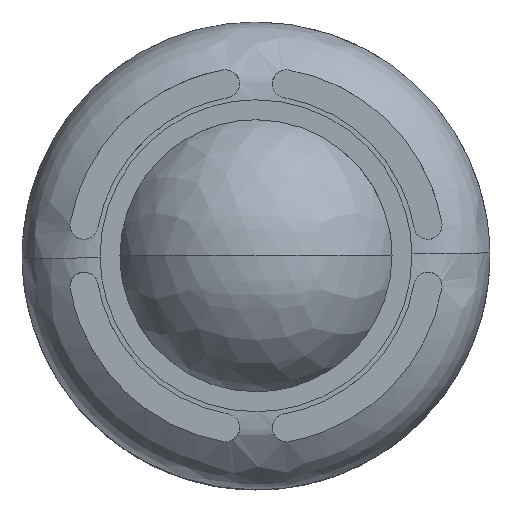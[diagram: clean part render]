
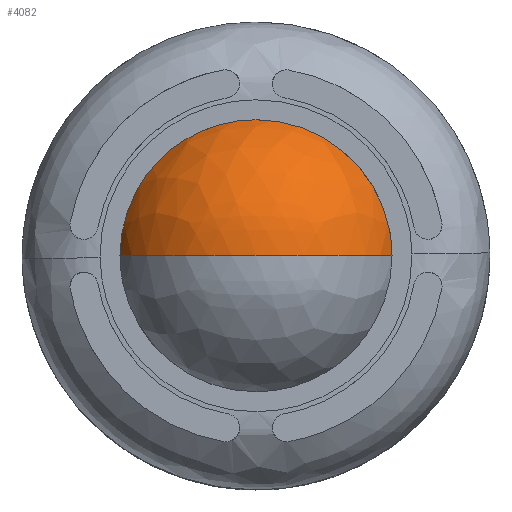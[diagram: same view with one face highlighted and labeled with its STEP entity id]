
A CAD part, top view. The second image highlights one B-rep face of the part: STEP entity #4082.
In plain terms, the highlighted free-form (B-spline) face has degree [2, 2] with [6, 6] control points.
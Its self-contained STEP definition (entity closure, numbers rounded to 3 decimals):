
#3949=CARTESIAN_POINT('',(-9.525,0.0,8.475));
#3950=VERTEX_POINT('',#3949);
#3951=CARTESIAN_POINT('',(0.0,0.0,-1.05));
#3952=VERTEX_POINT('',#3951);
#3953=CARTESIAN_POINT('',(-9.525,0.0,8.475));
#3954=CARTESIAN_POINT('',(-9.525,0.0,7.93));
#3955=CARTESIAN_POINT('',(-9.451,0.0,7.072));
#3956=CARTESIAN_POINT('',(-9.165,0.0,5.797));
#3957=CARTESIAN_POINT('',(-8.728,0.0,4.564));
#3958=CARTESIAN_POINT('',(-7.973,0.0,3.172));
#3959=CARTESIAN_POINT('',(-7.08,0.0,2.057));
#3960=CARTESIAN_POINT('',(-6.145,0.0,1.172));
#3961=CARTESIAN_POINT('',(-5.351,0.0,0.572));
#3962=CARTESIAN_POINT('',(-4.379,0.0,-0.007));
#3963=CARTESIAN_POINT('',(-3.489,0.0,-0.408));
#3964=CARTESIAN_POINT('',(-2.414,0.0,-0.76));
#3965=CARTESIAN_POINT('',(-1.305,0.0,-0.991));
#3966=CARTESIAN_POINT('',(-0.429,0.0,-1.05));
#3967=CARTESIAN_POINT('',(0.0,0.0,-1.05));
#3968=B_SPLINE_CURVE_WITH_KNOTS('',3,(#3953,#3954,#3955,#3956,#3957,#3958,#3959,#3960,#3961,#3962,#3963,#3964,#3965,#3966,#3967),.UNSPECIFIED.,.F.,.U.,(4,1,1,1,1,1,1,1,1,1,1,1,4),(0.,1.636,2.572,3.916,5.552,7.306,8.182,9.41,10.286,11.572,12.332,13.676,14.962),.UNSPECIFIED.);
#3969=EDGE_CURVE('',#3950,#3952,#3968,.T.);
#3971=CARTESIAN_POINT('',(9.525,0.0,8.475));
#3972=VERTEX_POINT('',#3971);
#3973=CARTESIAN_POINT('',(9.525,0.0,8.475));
#3974=CARTESIAN_POINT('',(9.525,0.0,7.93));
#3975=CARTESIAN_POINT('',(9.451,0.0,7.072));
#3976=CARTESIAN_POINT('',(9.165,0.0,5.797));
#3977=CARTESIAN_POINT('',(8.728,0.0,4.564));
#3978=CARTESIAN_POINT('',(7.973,0.0,3.172));
#3979=CARTESIAN_POINT('',(7.08,0.0,2.057));
#3980=CARTESIAN_POINT('',(6.145,0.0,1.172));
#3981=CARTESIAN_POINT('',(5.351,0.0,0.572));
#3982=CARTESIAN_POINT('',(4.379,0.0,-0.007));
#3983=CARTESIAN_POINT('',(3.489,0.0,-0.408));
#3984=CARTESIAN_POINT('',(2.414,0.0,-0.76));
#3985=CARTESIAN_POINT('',(1.305,0.0,-0.991));
#3986=CARTESIAN_POINT('',(0.429,0.0,-1.05));
#3987=CARTESIAN_POINT('',(0.0,0.0,-1.05));
#3988=B_SPLINE_CURVE_WITH_KNOTS('',3,(#3973,#3974,#3975,#3976,#3977,#3978,#3979,#3980,#3981,#3982,#3983,#3984,#3985,#3986,#3987),.UNSPECIFIED.,.F.,.U.,(4,1,1,1,1,1,1,1,1,1,1,1,4),(0.,1.636,2.572,3.916,5.552,7.306,8.182,9.41,10.286,11.572,12.332,13.676,14.962),.UNSPECIFIED.);
#3989=EDGE_CURVE('',#3972,#3952,#3988,.T.);
#3991=CARTESIAN_POINT('',(0.0,0.0,18.0));
#3992=VERTEX_POINT('',#3991);
#3993=CARTESIAN_POINT('',(0.0,0.0,18.0));
#3994=CARTESIAN_POINT('',(0.721,0.0,18.));
#3995=CARTESIAN_POINT('',(1.714,0.0,17.887));
#3996=CARTESIAN_POINT('',(3.105,0.0,17.502));
#3997=CARTESIAN_POINT('',(4.3,0.0,17.02));
#3998=CARTESIAN_POINT('',(5.54,0.0,16.272));
#3999=CARTESIAN_POINT('',(6.526,0.0,15.442));
#4000=CARTESIAN_POINT('',(7.303,0.0,14.62));
#4001=CARTESIAN_POINT('',(7.927,0.0,13.795));
#4002=CARTESIAN_POINT('',(8.529,0.0,12.769));
#4003=CARTESIAN_POINT('',(8.948,0.0,11.801));
#4004=CARTESIAN_POINT('',(9.265,0.0,10.756));
#4005=CARTESIAN_POINT('',(9.471,0.0,9.702));
#4006=CARTESIAN_POINT('',(9.525,0.0,8.904));
#4007=CARTESIAN_POINT('',(9.525,0.0,8.475));
#4008=B_SPLINE_CURVE_WITH_KNOTS('',3,(#3993,#3994,#3995,#3996,#3997,#3998,#3999,#4000,#4001,#4002,#4003,#4004,#4005,#4006,#4007),.UNSPECIFIED.,.F.,.U.,(4,1,1,1,1,1,1,1,1,1,1,1,4),(0.,2.162,2.981,4.325,6.02,7.306,8.182,9.41,10.403,11.747,12.566,13.676,14.962),.UNSPECIFIED.);
#4009=EDGE_CURVE('',#3992,#3972,#4008,.T.);
#4011=CARTESIAN_POINT('',(0.0,0.0,18.0));
#4012=CARTESIAN_POINT('',(-0.721,0.0,18.));
#4013=CARTESIAN_POINT('',(-1.714,0.0,17.887));
#4014=CARTESIAN_POINT('',(-3.105,0.0,17.502));
#4015=CARTESIAN_POINT('',(-4.3,0.0,17.02));
#4016=CARTESIAN_POINT('',(-5.54,0.0,16.272));
#4017=CARTESIAN_POINT('',(-6.526,0.0,15.442));
#4018=CARTESIAN_POINT('',(-7.303,0.0,14.62));
#4019=CARTESIAN_POINT('',(-7.927,0.0,13.795));
#4020=CARTESIAN_POINT('',(-8.529,0.0,12.769));
#4021=CARTESIAN_POINT('',(-8.948,0.0,11.801));
#4022=CARTESIAN_POINT('',(-9.265,0.0,10.756));
#4023=CARTESIAN_POINT('',(-9.471,0.0,9.702));
#4024=CARTESIAN_POINT('',(-9.525,0.0,8.904));
#4025=CARTESIAN_POINT('',(-9.525,0.0,8.475));
#4026=B_SPLINE_CURVE_WITH_KNOTS('',3,(#4011,#4012,#4013,#4014,#4015,#4016,#4017,#4018,#4019,#4020,#4021,#4022,#4023,#4024,#4025),.UNSPECIFIED.,.F.,.U.,(4,1,1,1,1,1,1,1,1,1,1,1,4),(0.,2.162,2.981,4.325,6.02,7.306,8.182,9.41,10.403,11.747,12.566,13.676,14.962),.UNSPECIFIED.);
#4027=EDGE_CURVE('',#3992,#3950,#4026,.T.);
#4032=CARTESIAN_POINT('',(-6.244,-3.572,14.719));
#4033=CARTESIAN_POINT('',(-5.655,-2.336,16.015));
#4034=CARTESIAN_POINT('',(-2.379,-0.454,17.989));
#4035=CARTESIAN_POINT('',(2.379,-0.454,17.989));
#4036=CARTESIAN_POINT('',(5.655,-2.336,16.015));
#4037=CARTESIAN_POINT('',(6.244,-3.572,14.719));
#4038=CARTESIAN_POINT('',(-7.54,-2.336,14.13));
#4039=CARTESIAN_POINT('',(-7.136,-0.454,15.611));
#4040=CARTESIAN_POINT('',(-3.223,2.765,18.143));
#4041=CARTESIAN_POINT('',(3.223,2.765,18.143));
#4042=CARTESIAN_POINT('',(7.136,-0.454,15.611));
#4043=CARTESIAN_POINT('',(7.54,-2.336,14.13));
#4044=CARTESIAN_POINT('',(-9.514,-0.454,10.854));
#4045=CARTESIAN_POINT('',(-9.668,2.765,11.698));
#4046=CARTESIAN_POINT('',(-4.995,9.525,13.47));
#4047=CARTESIAN_POINT('',(4.995,9.525,13.47));
#4048=CARTESIAN_POINT('',(9.668,2.765,11.698));
#4049=CARTESIAN_POINT('',(9.514,-0.454,10.854));
#4050=CARTESIAN_POINT('',(-9.514,-0.454,6.096));
#4051=CARTESIAN_POINT('',(-9.668,2.765,5.252));
#4052=CARTESIAN_POINT('',(-4.995,9.525,3.48));
#4053=CARTESIAN_POINT('',(4.995,9.525,3.48));
#4054=CARTESIAN_POINT('',(9.668,2.765,5.252));
#4055=CARTESIAN_POINT('',(9.514,-0.454,6.096));
#4056=CARTESIAN_POINT('',(-7.54,-2.336,2.82));
#4057=CARTESIAN_POINT('',(-7.136,-0.454,1.339));
#4058=CARTESIAN_POINT('',(-3.223,2.765,-1.193));
#4059=CARTESIAN_POINT('',(3.223,2.765,-1.193));
#4060=CARTESIAN_POINT('',(7.136,-0.454,1.339));
#4061=CARTESIAN_POINT('',(7.54,-2.336,2.82));
#4062=CARTESIAN_POINT('',(-6.244,-3.572,2.231));
#4063=CARTESIAN_POINT('',(-5.655,-2.336,0.935));
#4064=CARTESIAN_POINT('',(-2.379,-0.454,-1.039));
#4065=CARTESIAN_POINT('',(2.379,-0.454,-1.039));
#4066=CARTESIAN_POINT('',(5.655,-2.336,0.935));
#4067=CARTESIAN_POINT('',(6.244,-3.572,2.231));
#4075=(BOUNDED_SURFACE()B_SPLINE_SURFACE(2,2,((#4032,#4038,#4044,#4050,#4056,#4062),(#4033,#4039,#4045,#4051,#4057,#4063),(#4034,#4040,#4046,#4052,#4058,#4064),(#4035,#4041,#4047,#4053,#4059,#4065),(#4036,#4042,#4048,#4054,#4060,#4066),(#4037,#4043,#4049,#4055,#4061,#4067)),.UNSPECIFIED.,.F.,.F.,.U.)B_SPLINE_SURFACE_WITH_KNOTS((3,1,1,1,3),(3,1,1,1,3),(0.0,8.782,17.565,26.347,35.129),(0.0,8.782,17.565,26.347,35.129),.UNSPECIFIED.)GEOMETRIC_REPRESENTATION_ITEM()RATIONAL_B_SPLINE_SURFACE(((3.2,2.65,2.1,2.1,2.65,3.2),(2.65,2.1,1.55,1.55,2.1,2.65),(2.1,1.55,1.0,1.0,1.55,2.1),(2.1,1.55,1.0,1.0,1.55,2.1),(2.65,2.1,1.55,1.55,2.1,2.65),(3.2,2.65,2.1,2.1,2.65,3.2)))REPRESENTATION_ITEM('')SURFACE());
#4076=ORIENTED_EDGE('',*,*,#3989,.T.);
#4077=ORIENTED_EDGE('',*,*,#3969,.F.);
#4078=ORIENTED_EDGE('',*,*,#4027,.F.);
#4079=ORIENTED_EDGE('',*,*,#4009,.T.);
#4080=EDGE_LOOP('',(#4076,#4077,#4078,#4079));
#4081=FACE_OUTER_BOUND('',#4080,.T.);
#4082=ADVANCED_FACE('',(#4081),#4075,.T.);
